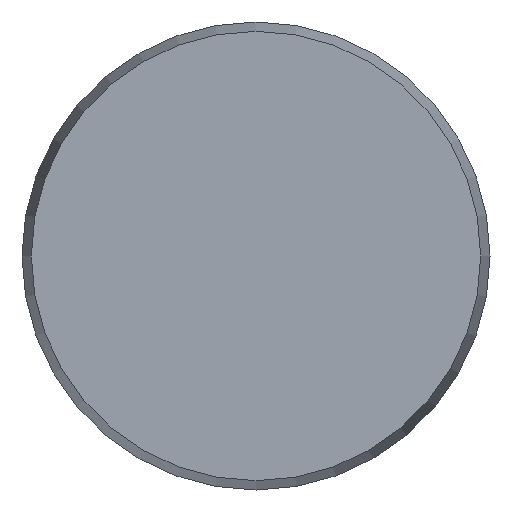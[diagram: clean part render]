
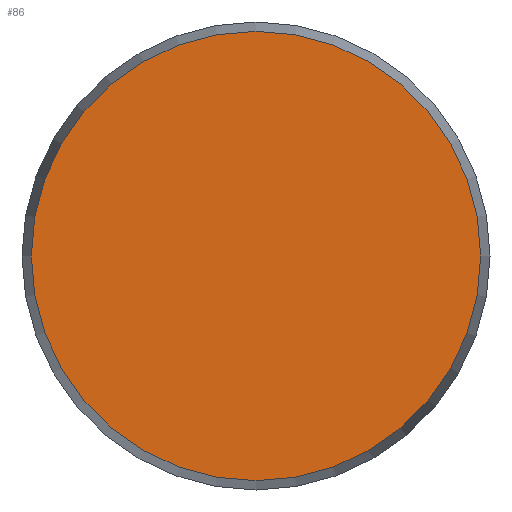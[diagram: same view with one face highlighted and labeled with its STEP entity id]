
A CAD part, front view. The second image highlights one B-rep face of the part: STEP entity #86.
In plain terms, the highlighted planar face has unit normal (0, -1, 0).
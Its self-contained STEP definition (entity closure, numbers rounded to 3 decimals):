
#86 = ADVANCED_FACE( '', ( #213 ), #214, .F. );
#213 = FACE_OUTER_BOUND( '', #390, .T. );
#214 = PLANE( '', #391 );
#390 = EDGE_LOOP( '', ( #580 ) );
#391 = AXIS2_PLACEMENT_3D( '', #581, #582, #583 );
#580 = ORIENTED_EDGE( '', *, *, #961, .T. );
#581 = CARTESIAN_POINT( '', ( 24., 0., 0. ) );
#582 = DIRECTION( '', ( 0., 1., 0. ) );
#583 = DIRECTION( '', ( 0., 0., 1. ) );
#961 = EDGE_CURVE( '', #1118, #1118, #1119, .T. );
#1118 = VERTEX_POINT( '', #1350 );
#1119 = CIRCLE( '', #1351, 24. );
#1350 = CARTESIAN_POINT( '', ( 0., 0., -24. ) );
#1351 = AXIS2_PLACEMENT_3D( '', #1745, #1746, #1747 );
#1745 = CARTESIAN_POINT( '', ( 0., 0., 0. ) );
#1746 = DIRECTION( '', ( 0., -1., 0. ) );
#1747 = DIRECTION( '', ( 0., 0., -1. ) );
